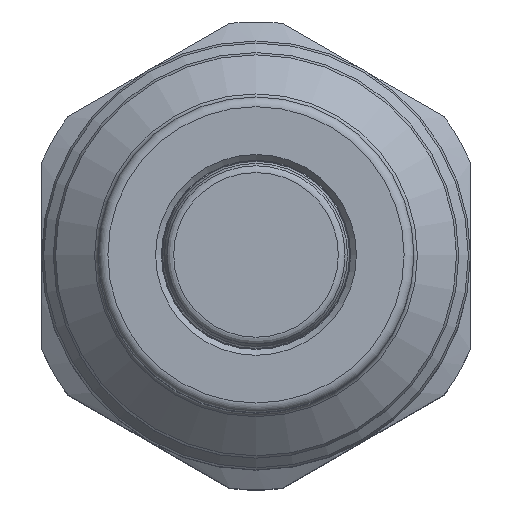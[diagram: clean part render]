
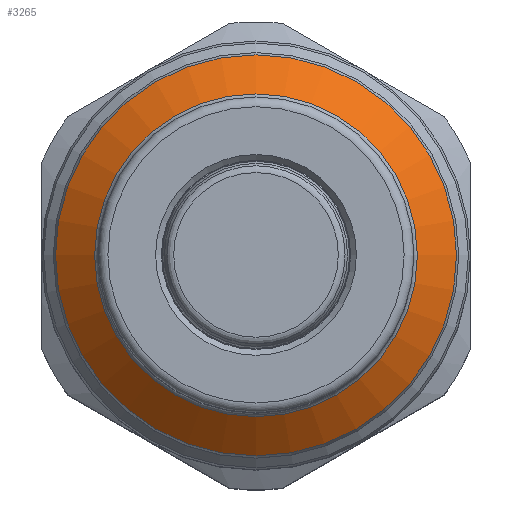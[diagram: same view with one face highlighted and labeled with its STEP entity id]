
A CAD part, top view. The second image highlights one B-rep face of the part: STEP entity #3265.
In plain terms, the highlighted conical face has half-angle 49.708 degrees and reference radius 8.1 mm.
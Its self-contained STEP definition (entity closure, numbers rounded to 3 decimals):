
#137=CONICAL_SURFACE('',#3520,8.1,0.868);
#201=FACE_OUTER_BOUND('',#396,.T.);
#396=EDGE_LOOP('',(#2086,#2087,#2088,#2089));
#609=CIRCLE('',#3521,10.286);
#610=CIRCLE('',#3522,8.277);
#922=LINE('',#5321,#1049);
#1049=VECTOR('',#3975,8.1);
#1218=VERTEX_POINT('',#5318);
#1219=VERTEX_POINT('',#5320);
#1560=EDGE_CURVE('',#1218,#1218,#609,.T.);
#1561=EDGE_CURVE('',#1218,#1219,#922,.T.);
#1562=EDGE_CURVE('',#1219,#1219,#610,.T.);
#2086=ORIENTED_EDGE('',*,*,#1560,.T.);
#2087=ORIENTED_EDGE('',*,*,#1561,.T.);
#2088=ORIENTED_EDGE('',*,*,#1562,.T.);
#2089=ORIENTED_EDGE('',*,*,#1561,.F.);
#3265=ADVANCED_FACE('',(#201),#137,.T.);
#3520=AXIS2_PLACEMENT_3D('',#5317,#3971,#3972);
#3521=AXIS2_PLACEMENT_3D('',#5319,#3973,#3974);
#3522=AXIS2_PLACEMENT_3D('',#5322,#3976,#3977);
#3971=DIRECTION('center_axis',(0.,0.,-1.));
#3972=DIRECTION('ref_axis',(-1.,0.,0.));
#3973=DIRECTION('center_axis',(0.,0.,1.));
#3974=DIRECTION('ref_axis',(1.,0.,0.));
#3975=DIRECTION('',(-0.763,0.,0.647));
#3976=DIRECTION('center_axis',(0.,0.,-1.));
#3977=DIRECTION('ref_axis',(-1.,0.,0.));
#5317=CARTESIAN_POINT('Origin',(0.,0.,23.));
#5318=CARTESIAN_POINT('',(10.286,0.,21.147));
#5319=CARTESIAN_POINT('Origin',(0.,0.,21.147));
#5320=CARTESIAN_POINT('',(8.277,0.,22.85));
#5321=CARTESIAN_POINT('',(8.1,0.,23.));
#5322=CARTESIAN_POINT('Origin',(0.,0.,22.85));
